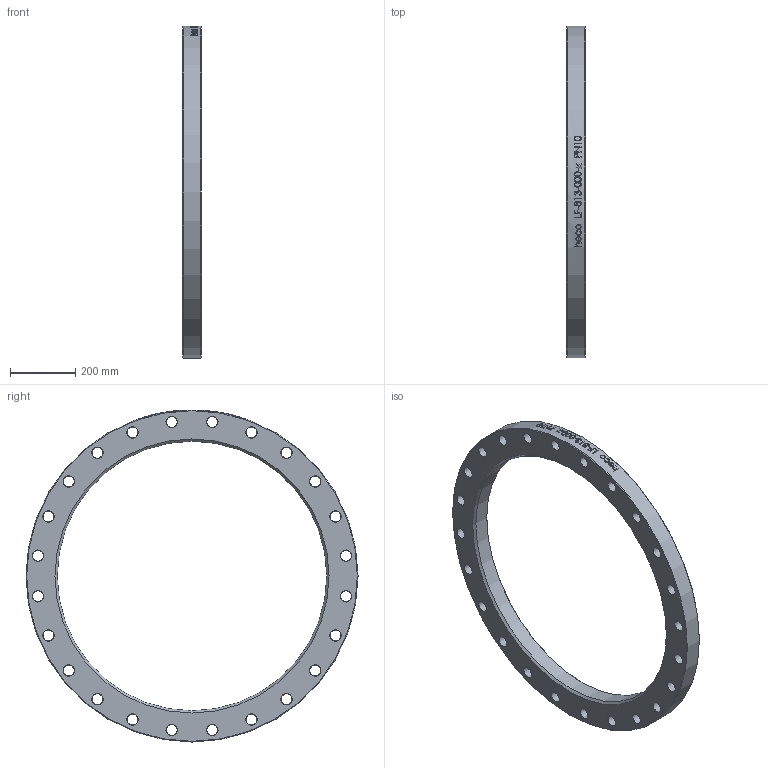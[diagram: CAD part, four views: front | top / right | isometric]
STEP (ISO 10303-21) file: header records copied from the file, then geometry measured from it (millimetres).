
FILE_DESCRIPTION (( 'STEP AP214' ), '1' );
FILE_NAME ('LF-813-000-x Loser Flansch PN10 2101.STEP', '2021-01-20T12:13:54', ( '' ), ( '' ), 'SwSTEP 2.0', 'SolidWorks 2019', '' );
FILE_SCHEMA (( 'AUTOMOTIVE_DESIGN' ));
Length unit declared in the file: millimetre
Products named in the file (1): LF-813-000-x Loser Flansch PN10 2101
Bounding box: 56 x 1015 x 1015 mm (x, y, z)
Volume: 14166083.2 mm3; surface area: 949362 mm2
Topology: 1 solids, 1 shells, 111 faces, 411 edges, 330 vertices
Faces by surface type: cylinder 57, cone 52, plane 2
Full cylindrical faces by diameter (mm): 33 x24, 824 x1, 1015 x1
Entity records: 11053 total; most frequent: CARTESIAN_POINT 7734, ORIENTED_EDGE 596, DIRECTION 537, EDGE_CURVE 298, VERTEX_POINT 298, EDGE_LOOP 266, AXIS2_PLACEMENT_3D 253, CIRCLE 143
